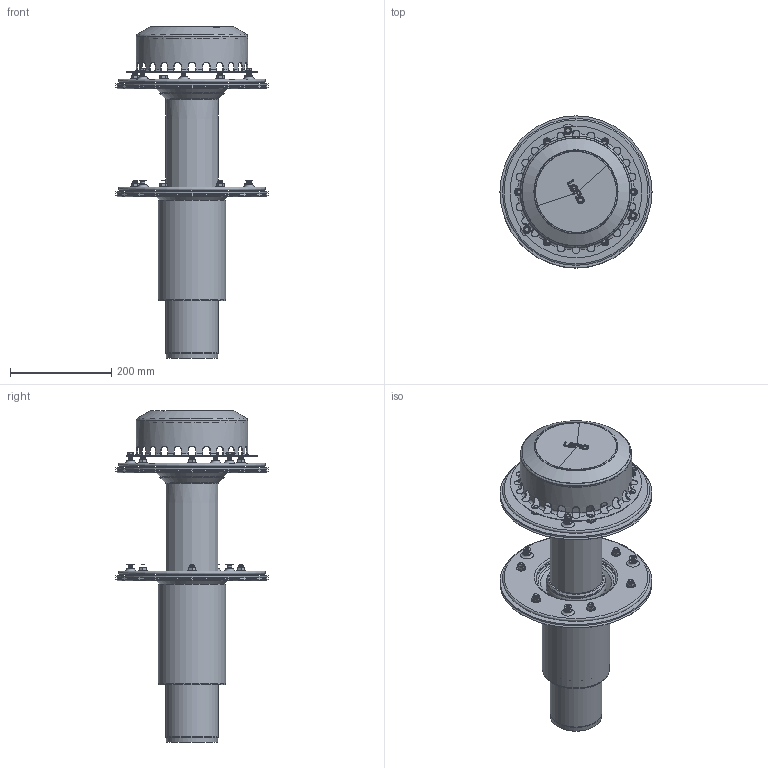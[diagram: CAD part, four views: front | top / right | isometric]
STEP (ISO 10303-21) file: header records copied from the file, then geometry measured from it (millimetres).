
FILE_DESCRIPTION(/* description */ (''),/* implementation_level */ '2;1');
FILE_NAME(/* name */ '22122.100X_3D.stp',/* time_stamp */ '2024-12-12T09:29:48+01:00',/* author */ ('CAD'),/* organization */ (''),/* preprocessor_version */ 'ST-DEVELOPER v20',/* originating_system */ 'AutoCAD Mechanical',/* authorisation */ '');
FILE_SCHEMA (('AUTOMOTIVE_DESIGN { 1 0 10303 214 3 1 1 }'));
Length unit declared in the file: millimetre
Products named in the file (2): Product; *S4
Assembly tree (1 placements, depth 2):
  Product
    *S4
Bounding box: 300 x 300 x 655.25 mm (x, y, z)
Volume: 3301146.4 mm3; surface area: 1812266.3 mm2
Topology: 53 solids, 53 shells, 1246 faces, 2892 edges, 1743 vertices
Faces by surface type: cone 564, plane 327, cylinder 204, torus 145, sphere 3, bspline 3
Full cylindrical faces by diameter (mm): 6.647 x1, 6.65 x1, 7 x12, 8 x28, 9.5 x2, 10 x14, 10.5 x2, 12 x1, 14 x12, 16 x13, 100 x2, 102 x1, 103 x2, 105.798 x1, 106.8 x1, 109 x1, 109.8 x2, 112.5 x1, 114.8 x1, 116.5 x1, 117.8 x1, 121 x1, 128 x1, 129 x2, 131 x1, 133 x1, 160 x2, 213.5 x1, 218 x2, 220 x1
Entity records: 39446 total; most frequent: CARTESIAN_POINT 11071, DIRECTION 6169, ORIENTED_EDGE 5772, EDGE_CURVE 2886, AXIS2_PLACEMENT_3D 2586, VERTEX_POINT 1741, EDGE_LOOP 1427, CIRCLE 1337
